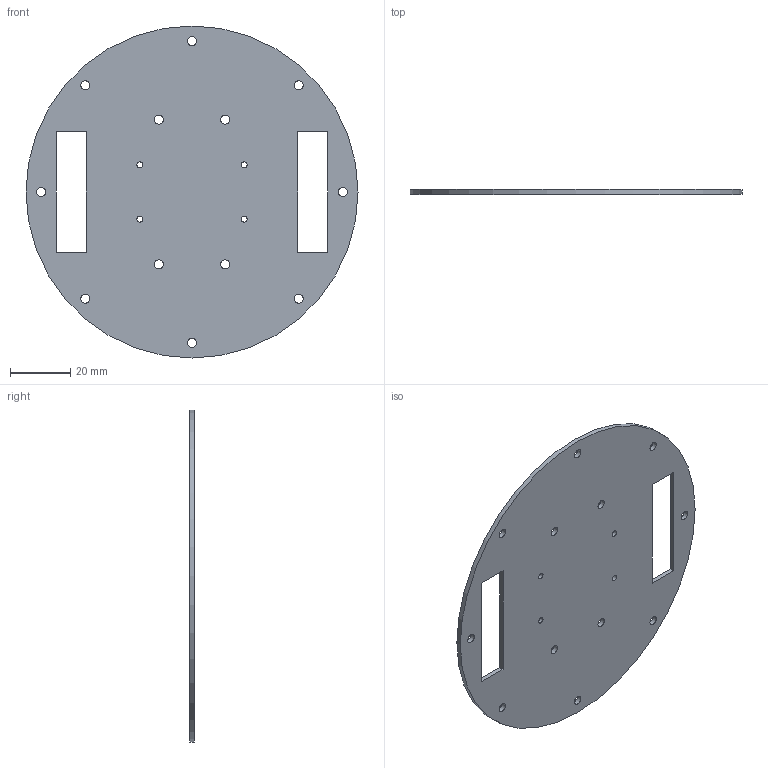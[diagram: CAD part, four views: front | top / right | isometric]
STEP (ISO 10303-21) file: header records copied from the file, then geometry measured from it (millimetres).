
FILE_DESCRIPTION(/* description */ (''),/* implementation_level */ '2;1');
FILE_NAME(/* name */ 'pcbCase.stp',/* time_stamp */ '2020-04-10T01:12:12+03:00',/* author */ ('jamnissa'),/* organization */ (''),/* preprocessor_version */ 'ST-DEVELOPER v18',/* originating_system */ 'Autodesk Inventor 2020',/* authorisation */ '');
FILE_SCHEMA (('AUTOMOTIVE_DESIGN { 1 0 10303 214 3 1 1 }'));
Length unit declared in the file: millimetre
Products named in the file (1): pcbCase
Bounding box: 110 x 1.6 x 110 mm (x, y, z)
Volume: 13769.5 mm3; surface area: 18305.9 mm2
Topology: 1 solids, 1 shells, 27 faces, 109 edges, 84 vertices
Faces by surface type: cylinder 17, plane 10
Full cylindrical faces by diameter (mm): 2 x4, 3 x12, 110 x1
Entity records: 1336 total; most frequent: DIRECTION 233, CARTESIAN_POINT 221, ORIENTED_EDGE 218, EDGE_CURVE 109, AXIS2_PLACEMENT_3D 96, VERTEX_POINT 84, CIRCLE 68, EDGE_LOOP 63
